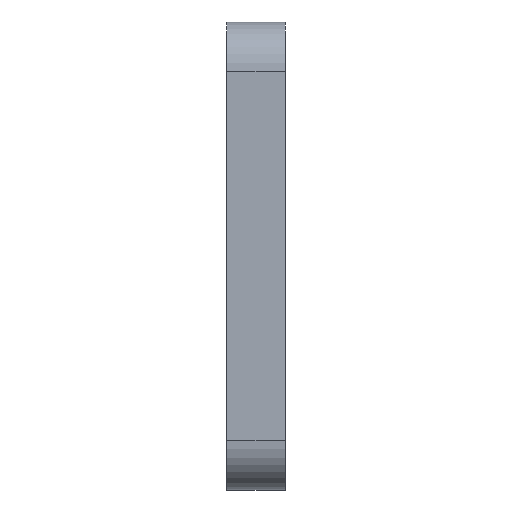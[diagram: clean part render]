
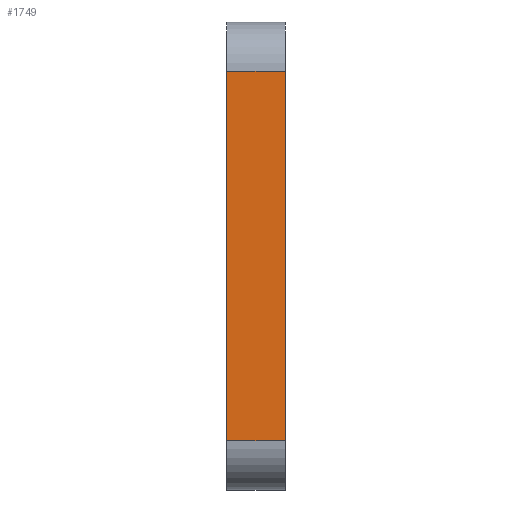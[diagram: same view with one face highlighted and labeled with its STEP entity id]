
A CAD part, left-side view. The second image highlights one B-rep face of the part: STEP entity #1749.
In plain terms, the highlighted planar face has unit normal (-1, 0, 0).
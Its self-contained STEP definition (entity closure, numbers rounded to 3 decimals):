
#695=CARTESIAN_POINT('',(-331.25,-3.0,188.0));
#696=VERTEX_POINT('',#695);
#704=CARTESIAN_POINT('',(-331.25,-3.0,-188.0));
#705=VERTEX_POINT('',#704);
#706=CARTESIAN_POINT('',(-331.25,-3.0,188.0));
#707=DIRECTION('',(0.0,0.0,-1.0));
#708=VECTOR('',#707,376.0);
#709=LINE('',#706,#708);
#710=EDGE_CURVE('',#696,#705,#709,.T.);
#1063=CARTESIAN_POINT('',(-331.25,57.0,-188.0));
#1064=VERTEX_POINT('',#1063);
#1072=CARTESIAN_POINT('',(-331.25,57.0,188.0));
#1073=VERTEX_POINT('',#1072);
#1074=CARTESIAN_POINT('',(-331.25,57.0,-188.0));
#1075=DIRECTION('',(0.0,0.0,1.0));
#1076=VECTOR('',#1075,376.0);
#1077=LINE('',#1074,#1076);
#1078=EDGE_CURVE('',#1064,#1073,#1077,.T.);
#1724=CARTESIAN_POINT('',(-331.25,-3.0,-188.0));
#1725=DIRECTION('',(0.0,1.0,0.0));
#1726=VECTOR('',#1725,60.0);
#1727=LINE('',#1724,#1726);
#1728=EDGE_CURVE('',#705,#1064,#1727,.T.);
#1733=CARTESIAN_POINT('',(-331.25,0.0,-238.0));
#1734=DIRECTION('',(-1.0,0.0,0.0));
#1735=DIRECTION('',(0.0,0.0,1.0));
#1736=AXIS2_PLACEMENT_3D('',#1733,#1734,#1735);
#1737=PLANE('',#1736);
#1738=ORIENTED_EDGE('',*,*,#1728,.F.);
#1739=ORIENTED_EDGE('',*,*,#710,.F.);
#1740=CARTESIAN_POINT('',(-331.25,57.0,188.0));
#1741=DIRECTION('',(0.0,-1.0,0.0));
#1742=VECTOR('',#1741,60.0);
#1743=LINE('',#1740,#1742);
#1744=EDGE_CURVE('',#1073,#696,#1743,.T.);
#1745=ORIENTED_EDGE('',*,*,#1744,.F.);
#1746=ORIENTED_EDGE('',*,*,#1078,.F.);
#1747=EDGE_LOOP('',(#1738,#1739,#1745,#1746));
#1748=FACE_OUTER_BOUND('',#1747,.T.);
#1749=ADVANCED_FACE('',(#1748),#1737,.T.);
